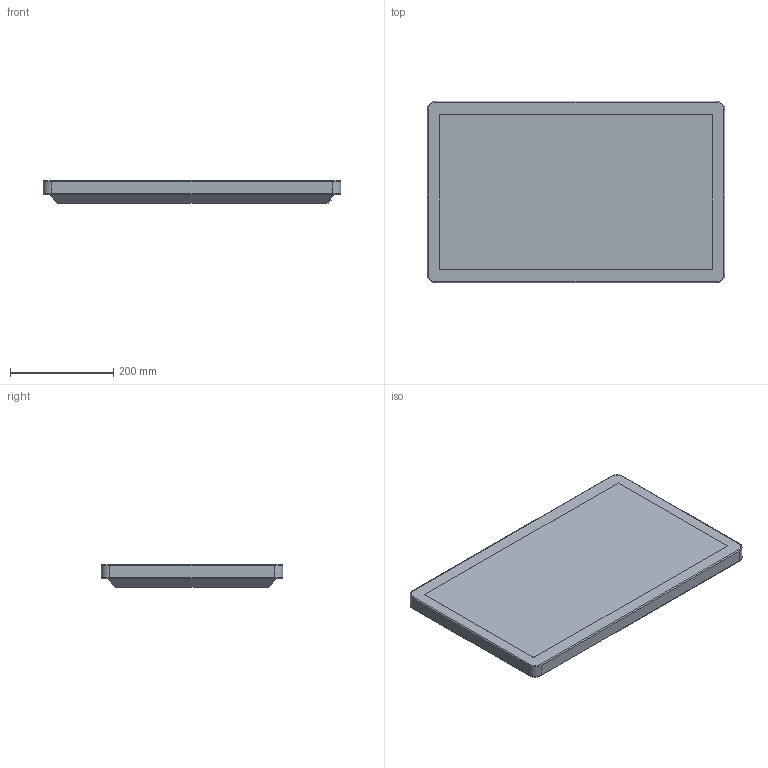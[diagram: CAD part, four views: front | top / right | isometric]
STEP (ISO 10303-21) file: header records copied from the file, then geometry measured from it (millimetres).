
FILE_DESCRIPTION (( 'STEP AP214' ), '1' );
FILE_NAME ('TD238.STEP', '2024-05-17T17:46:39', ( '' ), ( '' ), 'SwSTEP 2.0', 'SolidWorks 2023', '' );
FILE_SCHEMA (( 'AUTOMOTIVE_DESIGN' ));
Length unit declared in the file: millimetre
Products named in the file (1): TD238
Bounding box: 576 x 352 x 44.1 mm (x, y, z)
Volume: 8270555.8 mm3; surface area: 468528.6 mm2
Topology: 1 solids, 1 shells, 153 faces, 366 edges, 212 vertices
Faces by surface type: plane 63, cylinder 50, cone 32, torus 8
Entity records: 5514 total; most frequent: DIRECTION 750, CARTESIAN_POINT 700, ORIENTED_EDGE 668, EDGE_CURVE 334, AXIS2_PLACEMENT_3D 262, VECTOR 226, LINE 226, VERTEX_POINT 212
